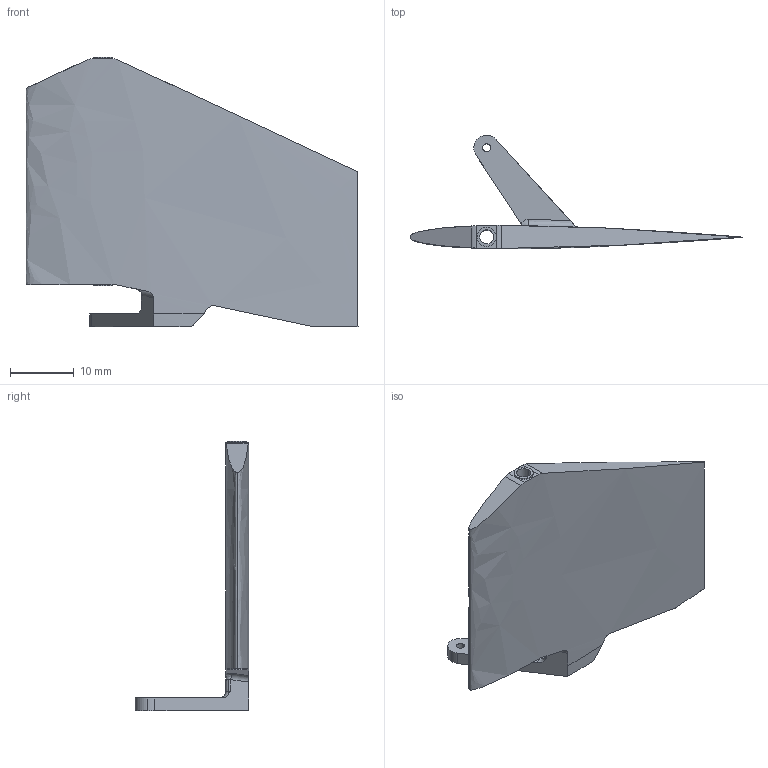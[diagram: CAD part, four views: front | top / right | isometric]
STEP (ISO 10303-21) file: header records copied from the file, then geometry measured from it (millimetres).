
FILE_DESCRIPTION (( 'STEP AP214' ), '1' );
FILE_NAME ('TVCVane.STEP', '2025-10-12T19:27:26', ( '' ), ( '' ), 'SwSTEP 2.0', 'SolidWorks 2025', '' );
FILE_SCHEMA (( 'AUTOMOTIVE_DESIGN' ));
Length unit declared in the file: millimetre
Products named in the file (1): TVCVane
Bounding box: 52 x 17.82 x 42.2 mm (x, y, z)
Volume: 4330 mm3; surface area: 4141.5 mm2
Topology: 1 solids, 1 shells, 43 faces, 114 edges, 75 vertices
Faces by surface type: cylinder 22, plane 14, bspline 5, torus 2
Entity records: 1790 total; most frequent: CARTESIAN_POINT 775, ORIENTED_EDGE 228, DIRECTION 173, EDGE_CURVE 114, VERTEX_POINT 75, AXIS2_PLACEMENT_3D 66, EDGE_LOOP 49, ADVANCED_FACE 43
